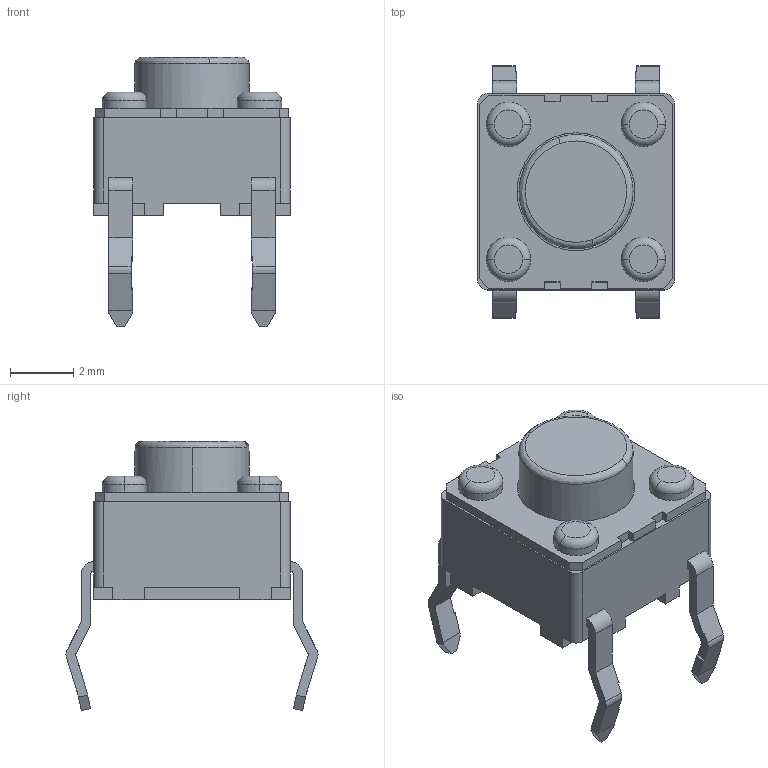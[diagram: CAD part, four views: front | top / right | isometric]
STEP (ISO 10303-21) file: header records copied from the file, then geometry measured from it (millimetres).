
FILE_DESCRIPTION(('STEP AP214'),'1');
FILE_NAME('evqpag05r.stp','2021-03-29T01:06:20',('TraceParts'),('TraceParts S.A.'),'Spatial InterOp 3D',' ',' ');
FILE_SCHEMA(('AUTOMOTIVE_DESIGN { 1 0 10303 214 1 1 1 1 }'));
Length unit declared in the file: millimetre
Products named in the file (1): evqpag05r_1
Bounding box: 6.2 x 7.96 x 8.5 mm (x, y, z)
Volume: 142.3 mm3; surface area: 248.6 mm2
Topology: 7 solids, 7 shells, 216 faces, 556 edges, 368 vertices
Faces by surface type: plane 162, cylinder 44, torus 8, bspline 2
Entity records: 6601 total; most frequent: CARTESIAN_POINT 1183, ORIENTED_EDGE 1112, DIRECTION 1104, EDGE_CURVE 556, LINE 446, VECTOR 446, VERTEX_POINT 368, AXIS2_PLACEMENT_3D 329
